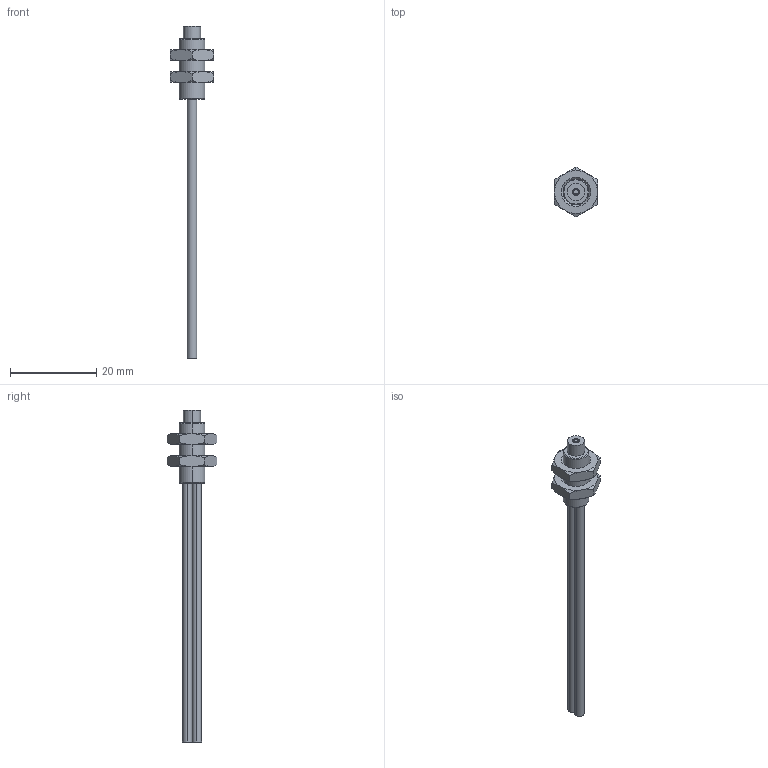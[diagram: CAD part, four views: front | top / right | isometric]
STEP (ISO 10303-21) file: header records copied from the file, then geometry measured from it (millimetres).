
FILE_DESCRIPTION((''),'2;1');
FILE_NAME('CAD2359_SW0001','2016-08-19T',('cmozuch'),(''),'PRO/ENGINEER BY PARAMETRIC TECHNOLOGY CORPORATION, 2015440','PRO/ENGINEER BY PARAMETRIC TECHNOLOGY CORPORATION, 2015440','');
FILE_SCHEMA(('CONFIG_CONTROL_DESIGN'));
Length unit declared in the file: millimetre
Products named in the file (1): CAD2359_SW0001
Bounding box: 10 x 11.55 x 77 mm (x, y, z)
Volume: 1170.4 mm3; surface area: 1521.8 mm2
Topology: 1 solids, 1 shells, 107 faces, 282 edges, 187 vertices
Faces by surface type: cylinder 46, cone 37, plane 24
Entity records: 4478 total; most frequent: CARTESIAN_POINT 934, DIRECTION 611, ORIENTED_EDGE 564, EDGE_CURVE 282, AXIS2_PLACEMENT_3D 270, VERTEX_POINT 187, CIRCLE 163, EDGE_LOOP 117
